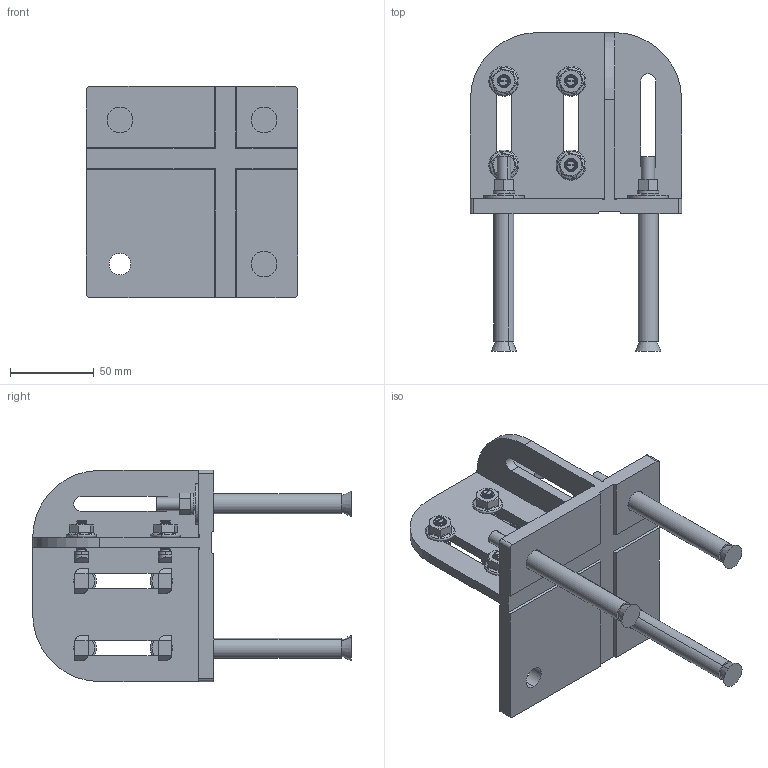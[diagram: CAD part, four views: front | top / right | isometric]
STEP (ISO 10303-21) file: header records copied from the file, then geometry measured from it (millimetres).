
FILE_DESCRIPTION (( 'STEP AP203' ), '1' );
FILE_NAME ('5.11.4080.STC.STEP', '2014-05-20T06:16:34', ( 'USER' ), ( 'Microsoft' ), 'SwSTEP 2.0', 'SolidWorks 2012', '' );
FILE_SCHEMA (( 'CONFIG_CONTROL_DESIGN' ));
Length unit declared in the file: millimetre
Products named in the file (5): 5.11.4080.STC; Hexagon nuts with flange GB_GB_HEXAGON_TYPE12 M8-N; 壩梠蹟邡M8X100; 2.41.08.20; 5.11.4080
Assembly tree (20 placements, depth 2):
  5.11.4080.STC
    5.11.4080
    2.41.08.20  x8
    壩梠蹟邡M8X100  x3
    Hexagon nuts with flange GB_GB_HEXAGON_TYPE12 M8-N  x8
Bounding box: 126 x 190 x 126 mm (x, y, z)
Volume: 308320 mm3; surface area: 113866 mm2
Topology: 20 solids, 20 shells, 1117 faces, 2866 edges, 1820 vertices
Faces by surface type: plane 483, cylinder 412, cone 142, bspline 64, torus 16
Entity records: 9812 total; most frequent: CARTESIAN_POINT 3259, ORIENTED_EDGE 1222, DIRECTION 1127, EDGE_CURVE 611, AXIS2_PLACEMENT_3D 397, VERTEX_POINT 390, LINE 333, VECTOR 333
